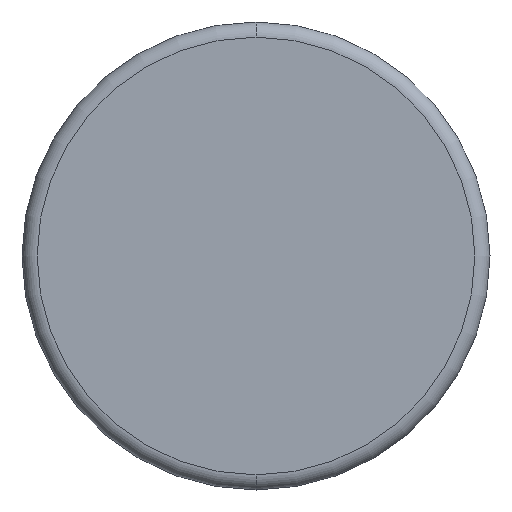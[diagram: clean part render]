
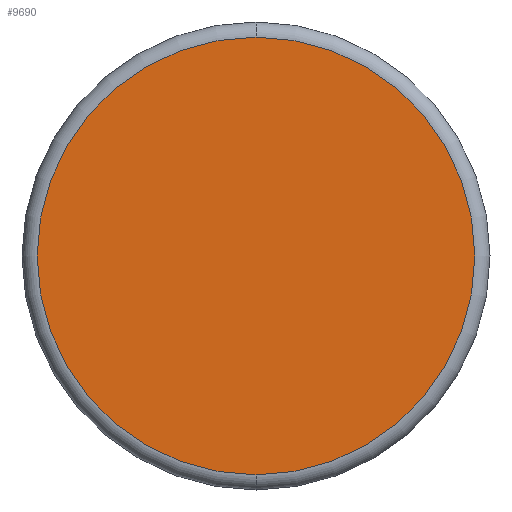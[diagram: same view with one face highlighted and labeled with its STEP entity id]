
A CAD part, front view. The second image highlights one B-rep face of the part: STEP entity #9690.
In plain terms, the highlighted face is planar.
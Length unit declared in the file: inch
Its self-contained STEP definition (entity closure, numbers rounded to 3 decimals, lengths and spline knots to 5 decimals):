
#643 = FACE_OUTER_BOUND ( 'NONE', #2368, .T. ) ;
#1595 = DIRECTION ( 'NONE',  ( -1., 0., 0. ) ) ;
#2368 = EDGE_LOOP ( 'NONE', ( #9093, #6293 ) ) ;
#2402 = CARTESIAN_POINT ( 'NONE',  ( 0.78, 0., -0.865 ) ) ;
#2440 = CIRCLE ( 'NONE', #8559, 0.865 ) ;
#2451 = AXIS2_PLACEMENT_3D ( 'NONE', #6161, #3612, #10633 ) ;
#3612 = DIRECTION ( 'NONE',  ( -1., 0., 0. ) ) ;
#3849 = DIRECTION ( 'NONE',  ( -1., 0., 0. ) ) ;
#4423 = CARTESIAN_POINT ( 'NONE',  ( 0.78, 0., 0. ) ) ;
#5037 = CIRCLE ( 'NONE', #2451, 0.865 ) ;
#5108 = DIRECTION ( 'NONE',  ( 0., 0., 1. ) ) ;
#6161 = CARTESIAN_POINT ( 'NONE',  ( 0.78, 0., 0. ) ) ;
#6290 = VERTEX_POINT ( 'NONE', #2402 ) ;
#6293 = ORIENTED_EDGE ( 'NONE', *, *, #10734, .F. ) ;
#7092 = DIRECTION ( 'NONE',  ( 0., 0., 1. ) ) ;
#7600 = PLANE ( 'NONE',  #7995 ) ;
#7995 = AXIS2_PLACEMENT_3D ( 'NONE', #11252, #3849, #5108 ) ;
#8559 = AXIS2_PLACEMENT_3D ( 'NONE', #4423, #1595, #7092 ) ;
#8632 = EDGE_CURVE ( 'NONE', #10006, #6290, #5037, .T. ) ;
#9093 = ORIENTED_EDGE ( 'NONE', *, *, #8632, .F. ) ;
#9649 = CARTESIAN_POINT ( 'NONE',  ( 0.78, 0., 0.865 ) ) ;
#9690 = ADVANCED_FACE ( 'NONE', ( #643 ), #7600, .F. ) ;
#10006 = VERTEX_POINT ( 'NONE', #9649 ) ;
#10633 = DIRECTION ( 'NONE',  ( 0., 0., 1. ) ) ;
#10734 = EDGE_CURVE ( 'NONE', #6290, #10006, #2440, .T. ) ;
#11252 = CARTESIAN_POINT ( 'NONE',  ( 0.78, 0.865, 0. ) ) ;
